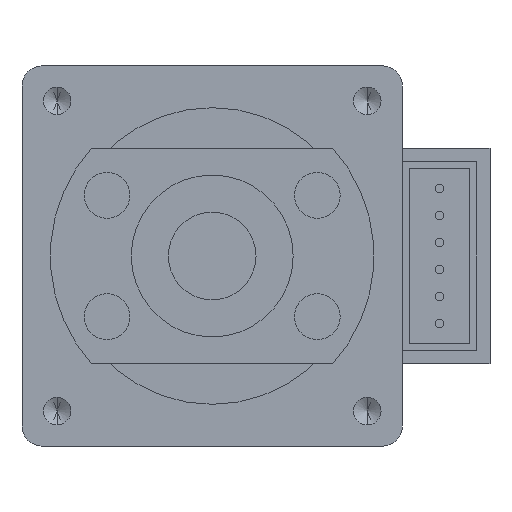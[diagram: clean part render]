
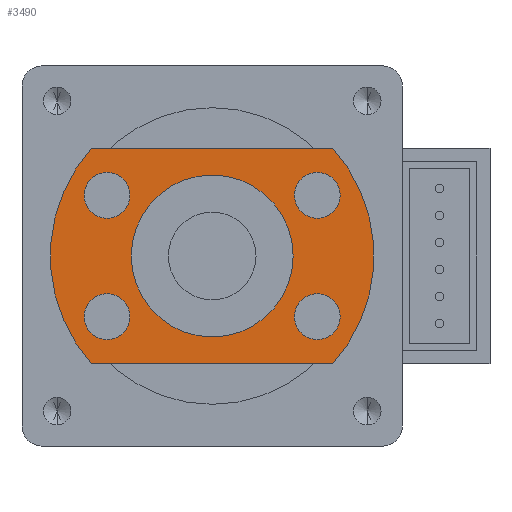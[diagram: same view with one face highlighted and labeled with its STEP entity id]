
A CAD part, left-side view. The second image highlights one B-rep face of the part: STEP entity #3490.
In plain terms, the highlighted planar face has unit normal (-1, 0, 0).
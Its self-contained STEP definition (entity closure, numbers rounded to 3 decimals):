
#56 = DIRECTION ( 'NONE',  ( 1., 0., 0. ) ) ;
#71 = DIRECTION ( 'NONE',  ( 0., 0., 1. ) ) ;
#102 = AXIS2_PLACEMENT_3D ( 'NONE', #3244, #1587, #3727 ) ;
#180 = EDGE_CURVE ( 'NONE', #2874, #995, #426, .T. ) ;
#208 = VERTEX_POINT ( 'NONE', #2361 ) ;
#272 = ORIENTED_EDGE ( 'NONE', *, *, #180, .T. ) ;
#320 = AXIS2_PLACEMENT_3D ( 'NONE', #4207, #389, #544 ) ;
#327 = DIRECTION ( 'NONE',  ( 0., 0., -1. ) ) ;
#357 = DIRECTION ( 'NONE',  ( -1., 0., 0. ) ) ;
#389 = DIRECTION ( 'NONE',  ( -1., 0., 0. ) ) ;
#426 = LINE ( 'NONE', #835, #2258 ) ;
#454 = VERTEX_POINT ( 'NONE', #2349 ) ;
#457 = DIRECTION ( 'NONE',  ( -1., 0., 0. ) ) ;
#529 = FACE_BOUND ( 'NONE', #4004, .T. ) ;
#544 = DIRECTION ( 'NONE',  ( 0., 0., 1. ) ) ;
#579 = ORIENTED_EDGE ( 'NONE', *, *, #2676, .T. ) ;
#594 = VERTEX_POINT ( 'NONE', #4983 ) ;
#596 = VECTOR ( 'NONE', #5402, 1000. ) ;
#747 = EDGE_CURVE ( 'NONE', #454, #3306, #5462, .T. ) ;
#809 = EDGE_CURVE ( 'NONE', #594, #2608, #2719, .T. ) ;
#810 = DIRECTION ( 'NONE',  ( 0., -1., 0. ) ) ;
#822 = AXIS2_PLACEMENT_3D ( 'NONE', #1582, #357, #327 ) ;
#828 = DIRECTION ( 'NONE',  ( 0., 0., 1. ) ) ;
#830 = CARTESIAN_POINT ( 'NONE',  ( -3.5, 8.944, -8. ) ) ;
#835 = CARTESIAN_POINT ( 'NONE',  ( -3.5, 12., -8. ) ) ;
#873 = AXIS2_PLACEMENT_3D ( 'NONE', #1824, #3939, #4644 ) ;
#894 = CARTESIAN_POINT ( 'NONE',  ( -3.5, 8.944, 8. ) ) ;
#995 = VERTEX_POINT ( 'NONE', #5176 ) ;
#1067 = ORIENTED_EDGE ( 'NONE', *, *, #2915, .T. ) ;
#1073 = EDGE_CURVE ( 'NONE', #1642, #1481, #3436, .T. ) ;
#1103 = AXIS2_PLACEMENT_3D ( 'NONE', #5069, #2076, #3319 ) ;
#1124 = AXIS2_PLACEMENT_3D ( 'NONE', #4843, #1398, #3084 ) ;
#1129 = AXIS2_PLACEMENT_3D ( 'NONE', #3014, #2936, #71 ) ;
#1205 = ORIENTED_EDGE ( 'NONE', *, *, #1590, .F. ) ;
#1336 = EDGE_CURVE ( 'NONE', #208, #3940, #1877, .T. ) ;
#1347 = CARTESIAN_POINT ( 'NONE',  ( -3.5, 12., 0. ) ) ;
#1367 = CARTESIAN_POINT ( 'NONE',  ( -3.5, 0., 0. ) ) ;
#1378 = DIRECTION ( 'NONE',  ( 0., 0., 1. ) ) ;
#1398 = DIRECTION ( 'NONE',  ( 1., 0., 0. ) ) ;
#1481 = VERTEX_POINT ( 'NONE', #3152 ) ;
#1497 = EDGE_LOOP ( 'NONE', ( #2381, #5528, #3151, #272 ) ) ;
#1576 = CIRCLE ( 'NONE', #2274, 12. ) ;
#1582 = CARTESIAN_POINT ( 'NONE',  ( -3.5, -7.794, -4.5 ) ) ;
#1587 = DIRECTION ( 'NONE',  ( -1., 0., 0. ) ) ;
#1590 = EDGE_CURVE ( 'NONE', #2828, #3294, #3110, .T. ) ;
#1613 = AXIS2_PLACEMENT_3D ( 'NONE', #1367, #5162, #828 ) ;
#1642 = VERTEX_POINT ( 'NONE', #4881 ) ;
#1679 = CARTESIAN_POINT ( 'NONE',  ( -3.5, -7.794, -2.8 ) ) ;
#1712 = ORIENTED_EDGE ( 'NONE', *, *, #4321, .F. ) ;
#1824 = CARTESIAN_POINT ( 'NONE',  ( -3.5, -7.794, 4.5 ) ) ;
#1838 = CARTESIAN_POINT ( 'NONE',  ( -3.5, 0., 0. ) ) ;
#1877 = CIRCLE ( 'NONE', #102, 1.7 ) ;
#1901 = DIRECTION ( 'NONE',  ( 0., 0., 1. ) ) ;
#1930 = CARTESIAN_POINT ( 'NONE',  ( -3.5, 0., 0. ) ) ;
#2076 = DIRECTION ( 'NONE',  ( 1., 0., 0. ) ) ;
#2220 = FACE_BOUND ( 'NONE', #4199, .T. ) ;
#2258 = VECTOR ( 'NONE', #810, 1000. ) ;
#2270 = CARTESIAN_POINT ( 'NONE',  ( -3.5, -7.794, 2.8 ) ) ;
#2274 = AXIS2_PLACEMENT_3D ( 'NONE', #1838, #2616, #1378 ) ;
#2279 = AXIS2_PLACEMENT_3D ( 'NONE', #3342, #457, #2541 ) ;
#2312 = DIRECTION ( 'NONE',  ( -1., 0., 0. ) ) ;
#2349 = CARTESIAN_POINT ( 'NONE',  ( -3.5, -8.944, 8. ) ) ;
#2361 = CARTESIAN_POINT ( 'NONE',  ( -3.5, -7.794, -6.2 ) ) ;
#2369 = CARTESIAN_POINT ( 'NONE',  ( -3.5, 7.794, -4.5 ) ) ;
#2381 = ORIENTED_EDGE ( 'NONE', *, *, #4719, .T. ) ;
#2490 = ORIENTED_EDGE ( 'NONE', *, *, #1073, .T. ) ;
#2538 = FACE_OUTER_BOUND ( 'NONE', #1497, .T. ) ;
#2541 = DIRECTION ( 'NONE',  ( 0., 0., 1. ) ) ;
#2565 = EDGE_LOOP ( 'NONE', ( #1067, #4804 ) ) ;
#2608 = VERTEX_POINT ( 'NONE', #4472 ) ;
#2616 = DIRECTION ( 'NONE',  ( -1., 0., 0. ) ) ;
#2619 = CIRCLE ( 'NONE', #1129, 12. ) ;
#2676 = EDGE_CURVE ( 'NONE', #1481, #1642, #3419, .T. ) ;
#2719 = CIRCLE ( 'NONE', #2279, 1.7 ) ;
#2731 = CARTESIAN_POINT ( 'NONE',  ( -3.5, 12., 8. ) ) ;
#2828 = VERTEX_POINT ( 'NONE', #4587 ) ;
#2862 = CARTESIAN_POINT ( 'NONE',  ( -3.5, -7.794, 6.2 ) ) ;
#2874 = VERTEX_POINT ( 'NONE', #830 ) ;
#2915 = EDGE_CURVE ( 'NONE', #4921, #5104, #4267, .T. ) ;
#2936 = DIRECTION ( 'NONE',  ( -1., 0., 0. ) ) ;
#2966 = EDGE_LOOP ( 'NONE', ( #579, #2490 ) ) ;
#3014 = CARTESIAN_POINT ( 'NONE',  ( -3.5, 0., 0. ) ) ;
#3084 = DIRECTION ( 'NONE',  ( 0., 0., -1. ) ) ;
#3110 = CIRCLE ( 'NONE', #4838, 6. ) ;
#3111 = EDGE_CURVE ( 'NONE', #5104, #4921, #4861, .T. ) ;
#3151 = ORIENTED_EDGE ( 'NONE', *, *, #4277, .T. ) ;
#3152 = CARTESIAN_POINT ( 'NONE',  ( -3.5, 7.794, -2.8 ) ) ;
#3215 = CIRCLE ( 'NONE', #822, 1.7 ) ;
#3227 = DIRECTION ( 'NONE',  ( 0., 0., -1. ) ) ;
#3244 = CARTESIAN_POINT ( 'NONE',  ( -3.5, -7.794, -4.5 ) ) ;
#3294 = VERTEX_POINT ( 'NONE', #3476 ) ;
#3306 = VERTEX_POINT ( 'NONE', #894 ) ;
#3319 = DIRECTION ( 'NONE',  ( 0., 0., 1. ) ) ;
#3334 = CIRCLE ( 'NONE', #320, 1.7 ) ;
#3342 = CARTESIAN_POINT ( 'NONE',  ( -3.5, 7.794, 4.5 ) ) ;
#3376 = ORIENTED_EDGE ( 'NONE', *, *, #4162, .F. ) ;
#3419 = CIRCLE ( 'NONE', #1124, 1.7 ) ;
#3436 = CIRCLE ( 'NONE', #4074, 1.7 ) ;
#3476 = CARTESIAN_POINT ( 'NONE',  ( -3.5, 0., -6. ) ) ;
#3490 = ADVANCED_FACE ( 'NONE', ( #3824, #4788, #5144, #529, #2220, #2538 ), #3921, .F. ) ;
#3550 = CIRCLE ( 'NONE', #1613, 6. ) ;
#3678 = ORIENTED_EDGE ( 'NONE', *, *, #809, .F. ) ;
#3727 = DIRECTION ( 'NONE',  ( 0., 0., -1. ) ) ;
#3782 = ORIENTED_EDGE ( 'NONE', *, *, #1336, .F. ) ;
#3824 = FACE_BOUND ( 'NONE', #5042, .T. ) ;
#3921 = PLANE ( 'NONE',  #4034 ) ;
#3939 = DIRECTION ( 'NONE',  ( 1., 0., 0. ) ) ;
#3940 = VERTEX_POINT ( 'NONE', #1679 ) ;
#4004 = EDGE_LOOP ( 'NONE', ( #3678, #1712 ) ) ;
#4034 = AXIS2_PLACEMENT_3D ( 'NONE', #1347, #56, #5171 ) ;
#4074 = AXIS2_PLACEMENT_3D ( 'NONE', #2369, #4078, #3227 ) ;
#4078 = DIRECTION ( 'NONE',  ( 1., 0., 0. ) ) ;
#4162 = EDGE_CURVE ( 'NONE', #3940, #208, #3215, .T. ) ;
#4199 = EDGE_LOOP ( 'NONE', ( #1205, #4993 ) ) ;
#4207 = CARTESIAN_POINT ( 'NONE',  ( -3.5, 7.794, 4.5 ) ) ;
#4267 = CIRCLE ( 'NONE', #873, 1.7 ) ;
#4277 = EDGE_CURVE ( 'NONE', #3306, #2874, #2619, .T. ) ;
#4321 = EDGE_CURVE ( 'NONE', #2608, #594, #3334, .T. ) ;
#4472 = CARTESIAN_POINT ( 'NONE',  ( -3.5, 7.794, 2.8 ) ) ;
#4587 = CARTESIAN_POINT ( 'NONE',  ( -3.5, 0., 6. ) ) ;
#4644 = DIRECTION ( 'NONE',  ( 0., 0., 1. ) ) ;
#4719 = EDGE_CURVE ( 'NONE', #995, #454, #1576, .T. ) ;
#4788 = FACE_BOUND ( 'NONE', #2565, .T. ) ;
#4804 = ORIENTED_EDGE ( 'NONE', *, *, #3111, .T. ) ;
#4838 = AXIS2_PLACEMENT_3D ( 'NONE', #1930, #2312, #1901 ) ;
#4843 = CARTESIAN_POINT ( 'NONE',  ( -3.5, 7.794, -4.5 ) ) ;
#4861 = CIRCLE ( 'NONE', #1103, 1.7 ) ;
#4881 = CARTESIAN_POINT ( 'NONE',  ( -3.5, 7.794, -6.2 ) ) ;
#4921 = VERTEX_POINT ( 'NONE', #2862 ) ;
#4983 = CARTESIAN_POINT ( 'NONE',  ( -3.5, 7.794, 6.2 ) ) ;
#4993 = ORIENTED_EDGE ( 'NONE', *, *, #5543, .F. ) ;
#5042 = EDGE_LOOP ( 'NONE', ( #3376, #3782 ) ) ;
#5069 = CARTESIAN_POINT ( 'NONE',  ( -3.5, -7.794, 4.5 ) ) ;
#5104 = VERTEX_POINT ( 'NONE', #2270 ) ;
#5144 = FACE_BOUND ( 'NONE', #2966, .T. ) ;
#5162 = DIRECTION ( 'NONE',  ( -1., 0., 0. ) ) ;
#5171 = DIRECTION ( 'NONE',  ( 0., 0., -1. ) ) ;
#5176 = CARTESIAN_POINT ( 'NONE',  ( -3.5, -8.944, -8. ) ) ;
#5402 = DIRECTION ( 'NONE',  ( 0., 1., 0. ) ) ;
#5462 = LINE ( 'NONE', #2731, #596 ) ;
#5528 = ORIENTED_EDGE ( 'NONE', *, *, #747, .T. ) ;
#5543 = EDGE_CURVE ( 'NONE', #3294, #2828, #3550, .T. ) ;
